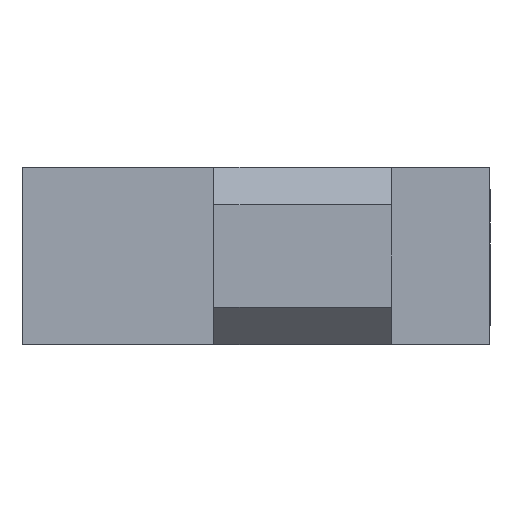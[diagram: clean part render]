
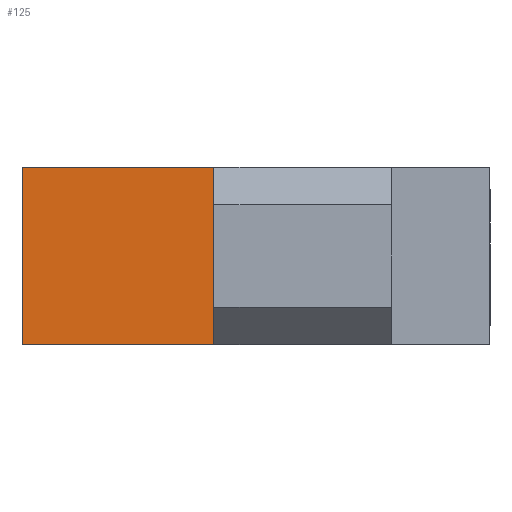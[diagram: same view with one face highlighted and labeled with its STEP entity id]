
A CAD part, left-side view. The second image highlights one B-rep face of the part: STEP entity #125.
In plain terms, the highlighted planar face has unit normal (-1, 0, 0).
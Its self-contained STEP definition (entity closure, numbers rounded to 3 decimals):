
#5 = FACE_OUTER_BOUND ( 'NONE', #830, .T. ) ;
#23 = LINE ( 'NONE', #1021, #879 ) ;
#30 = EDGE_CURVE ( 'NONE', #247, #285, #733, .T. ) ;
#115 = VECTOR ( 'NONE', #865, 1000. ) ;
#125 = ADVANCED_FACE ( 'NONE', ( #5 ), #417, .F. ) ;
#174 = CARTESIAN_POINT ( 'NONE',  ( -54.8, 10., 7.6 ) ) ;
#196 = DIRECTION ( 'NONE',  ( 0., -1., 0. ) ) ;
#219 = CARTESIAN_POINT ( 'NONE',  ( -54.8, 10., 7.6 ) ) ;
#246 = CARTESIAN_POINT ( 'NONE',  ( -54.8, -10., 7.6 ) ) ;
#247 = VERTEX_POINT ( 'NONE', #174 ) ;
#248 = EDGE_CURVE ( 'NONE', #940, #568, #23, .T. ) ;
#255 = DIRECTION ( 'NONE',  ( 0., 0., -1. ) ) ;
#259 = EDGE_CURVE ( 'NONE', #285, #568, #447, .T. ) ;
#271 = EDGE_CURVE ( 'NONE', #247, #940, #803, .T. ) ;
#285 = VERTEX_POINT ( 'NONE', #944 ) ;
#307 = ORIENTED_EDGE ( 'NONE', *, *, #248, .F. ) ;
#357 = CARTESIAN_POINT ( 'NONE',  ( -54.8, 1.8, 0. ) ) ;
#397 = AXIS2_PLACEMENT_3D ( 'NONE', #246, #578, #255 ) ;
#417 = PLANE ( 'NONE',  #397 ) ;
#447 = LINE ( 'NONE', #797, #962 ) ;
#568 = VERTEX_POINT ( 'NONE', #357 ) ;
#578 = DIRECTION ( 'NONE',  ( 1., 0., 0. ) ) ;
#613 = VECTOR ( 'NONE', #888, 1000. ) ;
#622 = DIRECTION ( 'NONE',  ( 0., 0., -1. ) ) ;
#698 = ORIENTED_EDGE ( 'NONE', *, *, #271, .F. ) ;
#733 = LINE ( 'NONE', #219, #613 ) ;
#797 = CARTESIAN_POINT ( 'NONE',  ( -54.8, -10., 0. ) ) ;
#803 = LINE ( 'NONE', #950, #115 ) ;
#830 = EDGE_LOOP ( 'NONE', ( #307, #698, #975, #991 ) ) ;
#865 = DIRECTION ( 'NONE',  ( 0., -1., 0. ) ) ;
#879 = VECTOR ( 'NONE', #622, 1000. ) ;
#888 = DIRECTION ( 'NONE',  ( 0., 0., -1. ) ) ;
#940 = VERTEX_POINT ( 'NONE', #964 ) ;
#944 = CARTESIAN_POINT ( 'NONE',  ( -54.8, 10., 0. ) ) ;
#950 = CARTESIAN_POINT ( 'NONE',  ( -54.8, -10., 7.6 ) ) ;
#962 = VECTOR ( 'NONE', #196, 1000. ) ;
#964 = CARTESIAN_POINT ( 'NONE',  ( -54.8, 1.8, 7.6 ) ) ;
#975 = ORIENTED_EDGE ( 'NONE', *, *, #30, .T. ) ;
#991 = ORIENTED_EDGE ( 'NONE', *, *, #259, .T. ) ;
#1021 = CARTESIAN_POINT ( 'NONE',  ( -54.8, 1.8, 0. ) ) ;
